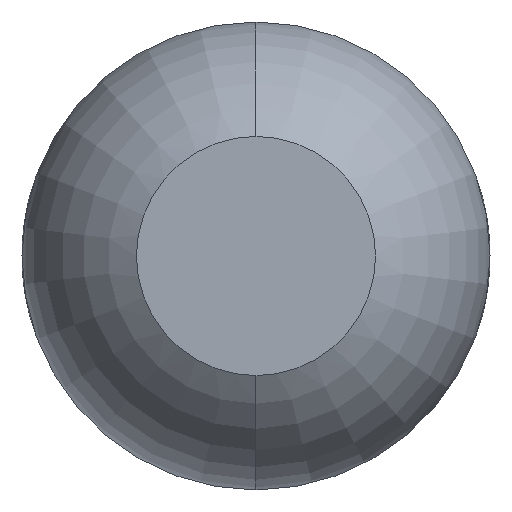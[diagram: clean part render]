
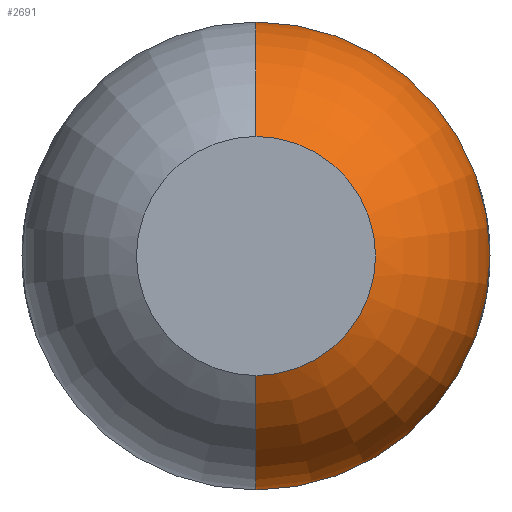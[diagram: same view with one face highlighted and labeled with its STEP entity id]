
A CAD part, front view. The second image highlights one B-rep face of the part: STEP entity #2691.
In plain terms, the highlighted toroidal (fillet/blend) face has major radius 0.035 mm and minor radius 0.65 mm.
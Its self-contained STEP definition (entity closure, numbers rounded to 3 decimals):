
#10 = TOROIDAL_SURFACE ( 'NONE', #3415, 0.035, 0.65 ) ;
#15 = CIRCLE ( 'NONE', #1971, 0.65 ) ;
#20 = ORIENTED_EDGE ( 'NONE', *, *, #918, .T. ) ;
#85 = DIRECTION ( 'NONE',  ( 0., -1., 0. ) ) ;
#321 = AXIS2_PLACEMENT_3D ( 'NONE', #3589, #2950, #4322 ) ;
#822 = CARTESIAN_POINT ( 'NONE',  ( 0., -24.431, 0.035 ) ) ;
#891 = EDGE_CURVE ( 'NONE', #2750, #2402, #2322, .T. ) ;
#918 = EDGE_CURVE ( 'NONE', #1175, #3227, #15, .T. ) ;
#931 = FACE_OUTER_BOUND ( 'NONE', #2480, .T. ) ;
#1141 = DIRECTION ( 'NONE',  ( 0., 0., -1. ) ) ;
#1175 = VERTEX_POINT ( 'NONE', #2417 ) ;
#1402 = CARTESIAN_POINT ( 'NONE',  ( 0., -24.431, 0. ) ) ;
#1473 = CARTESIAN_POINT ( 'NONE',  ( 0., -24.431, 0. ) ) ;
#1482 = DIRECTION ( 'NONE',  ( 0., 0., -1. ) ) ;
#1625 = EDGE_CURVE ( 'Defeature ausgef�hrt2_13+Defeature ausgef�hrt2_4+Defeature ausgef�hrt2_4+Defeature ausgef�hrt2_4', #2402, #3227, #3030, .T. ) ;
#1856 = AXIS2_PLACEMENT_3D ( 'NONE', #3775, #4114, #3804 ) ;
#1971 = AXIS2_PLACEMENT_3D ( 'NONE', #822, #3973, #1482 ) ;
#2322 = CIRCLE ( 'NONE', #321, 0.65 ) ;
#2402 = VERTEX_POINT ( 'NONE', #3001 ) ;
#2417 = CARTESIAN_POINT ( 'NONE',  ( 0., -24.431, 0.685 ) ) ;
#2480 = EDGE_LOOP ( 'NONE', ( #2770, #20, #3340, #3103 ) ) ;
#2691 = ADVANCED_FACE ( 'Defeature ausgef�hrt2_4', ( #931 ), #10, .T. ) ;
#2750 = VERTEX_POINT ( 'NONE', #3330 ) ;
#2770 = ORIENTED_EDGE ( 'NONE', *, *, #3624, .T. ) ;
#2950 = DIRECTION ( 'NONE',  ( -1., 0., 0. ) ) ;
#3001 = CARTESIAN_POINT ( 'NONE',  ( 0., -25., -0.35 ) ) ;
#3030 = CIRCLE ( 'NONE', #1856, 0.35 ) ;
#3103 = ORIENTED_EDGE ( 'NONE', *, *, #891, .F. ) ;
#3227 = VERTEX_POINT ( 'NONE', #3560 ) ;
#3330 = CARTESIAN_POINT ( 'NONE',  ( 0., -24.431, -0.685 ) ) ;
#3340 = ORIENTED_EDGE ( 'NONE', *, *, #1625, .F. ) ;
#3415 = AXIS2_PLACEMENT_3D ( 'NONE', #1473, #85, #1141 ) ;
#3505 = DIRECTION ( 'NONE',  ( 0., -1., 0. ) ) ;
#3556 = CIRCLE ( 'NONE', #3808, 0.685 ) ;
#3560 = CARTESIAN_POINT ( 'NONE',  ( 0., -25., 0.35 ) ) ;
#3589 = CARTESIAN_POINT ( 'NONE',  ( 0., -24.431, -0.035 ) ) ;
#3624 = EDGE_CURVE ( 'Defeature ausgef�hrt2_4+Defeature ausgef�hrt2_5+Defeature ausgef�hrt2_5+Defeature ausgef�hrt2_5', #2750, #1175, #3556, .T. ) ;
#3775 = CARTESIAN_POINT ( 'NONE',  ( 0., -25., 0. ) ) ;
#3804 = DIRECTION ( 'NONE',  ( 0., 0., -1. ) ) ;
#3808 = AXIS2_PLACEMENT_3D ( 'NONE', #1402, #3505, #4166 ) ;
#3973 = DIRECTION ( 'NONE',  ( 1., 0., 0. ) ) ;
#4114 = DIRECTION ( 'NONE',  ( 0., -1., 0. ) ) ;
#4166 = DIRECTION ( 'NONE',  ( 0., 0., -1. ) ) ;
#4322 = DIRECTION ( 'NONE',  ( 0., 0., 1. ) ) ;
